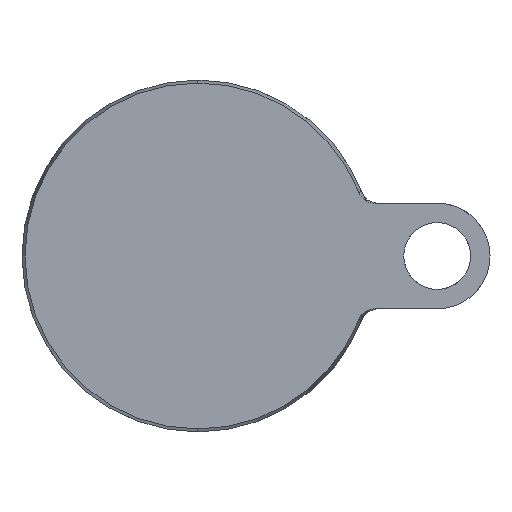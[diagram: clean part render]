
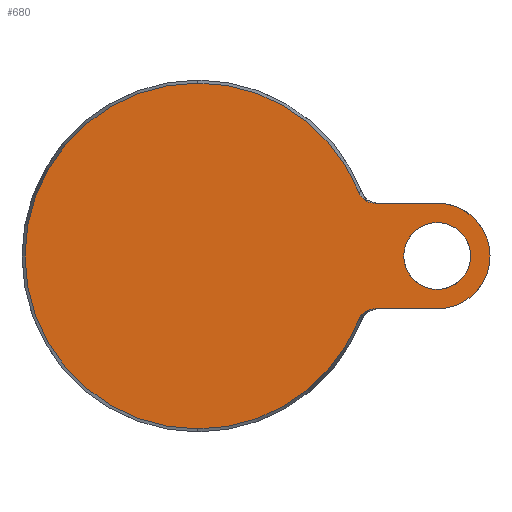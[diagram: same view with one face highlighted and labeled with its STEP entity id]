
A CAD part, front view. The second image highlights one B-rep face of the part: STEP entity #680.
In plain terms, the highlighted planar face has unit normal (0, -1, 0).
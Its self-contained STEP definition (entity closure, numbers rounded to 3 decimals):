
#5 = VERTEX_POINT ( 'NONE', #659 ) ;
#11 = DIRECTION ( 'NONE',  ( 0., 1., 0. ) ) ;
#13 = CARTESIAN_POINT ( 'NONE',  ( 49.363, 0., -15.093 ) ) ;
#38 = EDGE_LOOP ( 'NONE', ( #273, #920, #252, #607, #495, #1292, #350, #583 ) ) ;
#45 = CIRCLE ( 'NONE', #1482, 49.143 ) ;
#49 = AXIS2_PLACEMENT_3D ( 'NONE', #839, #820, #1412 ) ;
#51 = CARTESIAN_POINT ( 'NONE',  ( 68., 0., 9.5 ) ) ;
#57 = DIRECTION ( 'NONE',  ( 0., 0., -1. ) ) ;
#71 = CARTESIAN_POINT ( 'NONE',  ( 45.66, 0., 18.169 ) ) ;
#95 = VERTEX_POINT ( 'NONE', #384 ) ;
#107 = DIRECTION ( 'NONE',  ( 0., -1., 0. ) ) ;
#130 = CARTESIAN_POINT ( 'NONE',  ( 49.116, 0., -15.149 ) ) ;
#137 = CARTESIAN_POINT ( 'NONE',  ( 48.405, 0., -15.385 ) ) ;
#156 = DIRECTION ( 'NONE',  ( 0., 0., 1. ) ) ;
#188 = DIRECTION ( 'NONE',  ( 0., 1., 0. ) ) ;
#218 = VECTOR ( 'NONE', #417, 1000. ) ;
#252 = ORIENTED_EDGE ( 'NONE', *, *, #1469, .T. ) ;
#273 = ORIENTED_EDGE ( 'NONE', *, *, #1037, .F. ) ;
#279 = CARTESIAN_POINT ( 'NONE',  ( 68., 0., 0. ) ) ;
#310 = FACE_BOUND ( 'NONE', #1108, .T. ) ;
#313 = CARTESIAN_POINT ( 'NONE',  ( 46.575, 0., -16.681 ) ) ;
#350 = ORIENTED_EDGE ( 'NONE', *, *, #905, .F. ) ;
#353 = CARTESIAN_POINT ( 'NONE',  ( 45.848, 0., 17.699 ) ) ;
#357 = DIRECTION ( 'NONE',  ( -1., 0., 0. ) ) ;
#364 = AXIS2_PLACEMENT_3D ( 'NONE', #646, #1447, #772 ) ;
#365 = VECTOR ( 'NONE', #357, 1000. ) ;
#384 = CARTESIAN_POINT ( 'NONE',  ( 45.66, 0., -18.169 ) ) ;
#405 = EDGE_CURVE ( 'NONE', #5, #629, #764, .T. ) ;
#417 = DIRECTION ( 'NONE',  ( 1., 0., 0. ) ) ;
#423 = CARTESIAN_POINT ( 'NONE',  ( 45.848, 0., -17.699 ) ) ;
#438 = CARTESIAN_POINT ( 'NONE',  ( 49.86, 0., 15. ) ) ;
#442 = CARTESIAN_POINT ( 'NONE',  ( 47.122, 0., 16.157 ) ) ;
#447 = CARTESIAN_POINT ( 'NONE',  ( 50.366, 0., 15. ) ) ;
#455 = CARTESIAN_POINT ( 'NONE',  ( 45.66, 0., 18.169 ) ) ;
#495 = ORIENTED_EDGE ( 'NONE', *, *, #1089, .T. ) ;
#513 = CARTESIAN_POINT ( 'NONE',  ( 50.366, 0., -15. ) ) ;
#521 = EDGE_CURVE ( 'NONE', #1046, #922, #1442, .T. ) ;
#531 = DIRECTION ( 'NONE',  ( 0., -1., 0. ) ) ;
#553 = EDGE_CURVE ( 'NONE', #858, #707, #1346, .T. ) ;
#557 = CARTESIAN_POINT ( 'NONE',  ( 47.738, 0., 15.721 ) ) ;
#559 = LINE ( 'NONE', #914, #365 ) ;
#566 = CARTESIAN_POINT ( 'NONE',  ( 45.66, 0., -18.169 ) ) ;
#583 = ORIENTED_EDGE ( 'NONE', *, *, #521, .F. ) ;
#591 = CIRCLE ( 'NONE', #1004, 9.5 ) ;
#607 = ORIENTED_EDGE ( 'NONE', *, *, #657, .T. ) ;
#620 = CARTESIAN_POINT ( 'NONE',  ( 0., 0., 0. ) ) ;
#625 = DIRECTION ( 'NONE',  ( 0., 0., 1. ) ) ;
#629 = VERTEX_POINT ( 'NONE', #71 ) ;
#644 = CARTESIAN_POINT ( 'NONE',  ( 15., 0., 15. ) ) ;
#646 = CARTESIAN_POINT ( 'NONE',  ( 0., 0., 0. ) ) ;
#657 = EDGE_CURVE ( 'NONE', #1184, #773, #1271, .T. ) ;
#659 = CARTESIAN_POINT ( 'NONE',  ( 50.366, 0., 15. ) ) ;
#680 = ADVANCED_FACE ( 'NONE', ( #1227, #310 ), #877, .F. ) ;
#682 = CARTESIAN_POINT ( 'NONE',  ( 48.407, 0., 15.384 ) ) ;
#707 = VERTEX_POINT ( 'NONE', #51 ) ;
#733 = DIRECTION ( 'NONE',  ( 0., 0., 1. ) ) ;
#755 = ORIENTED_EDGE ( 'NONE', *, *, #991, .T. ) ;
#761 = CARTESIAN_POINT ( 'NONE',  ( -49.143, 0., 0. ) ) ;
#764 = B_SPLINE_CURVE_WITH_KNOTS ( 'NONE', 3,
 ( #447, #438, #898, #802, #682, #1128, #557, #910, #442, #1258, #1134, #1358, #353, #455 ),
 .UNSPECIFIED., .F., .F.,
 ( 4, 2, 2, 2, 2, 2, 4 ),
 ( 0., 0.001, 0.002, 0.003, 0.004, 0.004, 0.006 ),
 .UNSPECIFIED. ) ;
#772 = DIRECTION ( 'NONE',  ( 0., 0., -1. ) ) ;
#773 = VERTEX_POINT ( 'NONE', #921 ) ;
#777 = CARTESIAN_POINT ( 'NONE',  ( 0., 0., 49.143 ) ) ;
#802 = CARTESIAN_POINT ( 'NONE',  ( 48.644, 0., 15.292 ) ) ;
#804 = CARTESIAN_POINT ( 'NONE',  ( 49.862, 0., -15.019 ) ) ;
#811 = CARTESIAN_POINT ( 'NONE',  ( 47.952, 0., -15.6 ) ) ;
#820 = DIRECTION ( 'NONE',  ( 0., 1., 0. ) ) ;
#839 = CARTESIAN_POINT ( 'NONE',  ( 68., 0., 0. ) ) ;
#858 = VERTEX_POINT ( 'NONE', #1000 ) ;
#870 = CARTESIAN_POINT ( 'NONE',  ( 68., 0., 15. ) ) ;
#877 = PLANE ( 'NONE',  #1396 ) ;
#891 = AXIS2_PLACEMENT_3D ( 'NONE', #279, #11, #733 ) ;
#898 = CARTESIAN_POINT ( 'NONE',  ( 49.366, 0., 15.074 ) ) ;
#905 = EDGE_CURVE ( 'NONE', #922, #1414, #559, .T. ) ;
#910 = CARTESIAN_POINT ( 'NONE',  ( 47.322, 0., 16. ) ) ;
#914 = CARTESIAN_POINT ( 'NONE',  ( 15., 0., -15. ) ) ;
#919 = CARTESIAN_POINT ( 'NONE',  ( 47.314, 0., -16.005 ) ) ;
#920 = ORIENTED_EDGE ( 'NONE', *, *, #405, .T. ) ;
#921 = CARTESIAN_POINT ( 'NONE',  ( 0., 0., -49.143 ) ) ;
#922 = VERTEX_POINT ( 'NONE', #1039 ) ;
#991 = EDGE_CURVE ( 'NONE', #707, #858, #591, .T. ) ;
#1000 = CARTESIAN_POINT ( 'NONE',  ( 68., 0., -9.5 ) ) ;
#1004 = AXIS2_PLACEMENT_3D ( 'NONE', #1420, #1177, #156 ) ;
#1037 = EDGE_CURVE ( 'NONE', #5, #1046, #1204, .T. ) ;
#1039 = CARTESIAN_POINT ( 'NONE',  ( 68., 0., -15. ) ) ;
#1043 = CARTESIAN_POINT ( 'NONE',  ( 47.73, 0., -15.726 ) ) ;
#1046 = VERTEX_POINT ( 'NONE', #870 ) ;
#1079 = CIRCLE ( 'NONE', #1169, 49.143 ) ;
#1089 = EDGE_CURVE ( 'NONE', #773, #95, #1079, .T. ) ;
#1108 = EDGE_LOOP ( 'NONE', ( #1257, #755 ) ) ;
#1115 = CARTESIAN_POINT ( 'NONE',  ( 46.749, 0., -16.497 ) ) ;
#1128 = CARTESIAN_POINT ( 'NONE',  ( 47.955, 0., 15.598 ) ) ;
#1134 = CARTESIAN_POINT ( 'NONE',  ( 46.58, 0., 16.677 ) ) ;
#1161 = CARTESIAN_POINT ( 'NONE',  ( 50.113, 0., -15. ) ) ;
#1168 = CARTESIAN_POINT ( 'NONE',  ( 48.637, 0., -15.295 ) ) ;
#1169 = AXIS2_PLACEMENT_3D ( 'NONE', #1309, #531, #57 ) ;
#1177 = DIRECTION ( 'NONE',  ( 0., 1., 0. ) ) ;
#1184 = VERTEX_POINT ( 'NONE', #777 ) ;
#1204 = LINE ( 'NONE', #644, #218 ) ;
#1227 = FACE_OUTER_BOUND ( 'NONE', #38, .T. ) ;
#1231 = EDGE_CURVE ( 'NONE', #95, #1414, #1328, .T. ) ;
#1257 = ORIENTED_EDGE ( 'NONE', *, *, #553, .T. ) ;
#1258 = CARTESIAN_POINT ( 'NONE',  ( 46.751, 0., 16.495 ) ) ;
#1270 = CARTESIAN_POINT ( 'NONE',  ( 50.366, 0., -15. ) ) ;
#1271 = CIRCLE ( 'NONE', #364, 49.143 ) ;
#1292 = ORIENTED_EDGE ( 'NONE', *, *, #1231, .T. ) ;
#1309 = CARTESIAN_POINT ( 'NONE',  ( 0., 0., 0. ) ) ;
#1328 = B_SPLINE_CURVE_WITH_KNOTS ( 'NONE', 3,
 ( #566, #423, #1335, #313, #1115, #1485, #919, #1043, #811, #137, #1168, #130, #13, #804, #1161, #1270 ),
 .UNSPECIFIED., .F., .F.,
 ( 4, 2, 2, 2, 2, 2, 2, 4 ),
 ( 0., 0.001, 0.002, 0.003, 0.004, 0.004, 0.005, 0.006 ),
 .UNSPECIFIED. ) ;
#1335 = CARTESIAN_POINT ( 'NONE',  ( 46.1, 0., -17.269 ) ) ;
#1336 = DIRECTION ( 'NONE',  ( 0., 0., -1. ) ) ;
#1346 = CIRCLE ( 'NONE', #891, 9.5 ) ;
#1358 = CARTESIAN_POINT ( 'NONE',  ( 46.108, 0., 17.258 ) ) ;
#1396 = AXIS2_PLACEMENT_3D ( 'NONE', #761, #188, #625 ) ;
#1412 = DIRECTION ( 'NONE',  ( 0., 0., -1. ) ) ;
#1414 = VERTEX_POINT ( 'NONE', #513 ) ;
#1420 = CARTESIAN_POINT ( 'NONE',  ( 68., 0., 0. ) ) ;
#1442 = CIRCLE ( 'NONE', #49, 15. ) ;
#1447 = DIRECTION ( 'NONE',  ( 0., -1., 0. ) ) ;
#1469 = EDGE_CURVE ( 'NONE', #629, #1184, #45, .T. ) ;
#1482 = AXIS2_PLACEMENT_3D ( 'NONE', #620, #107, #1336 ) ;
#1485 = CARTESIAN_POINT ( 'NONE',  ( 47.118, 0., -16.16 ) ) ;
